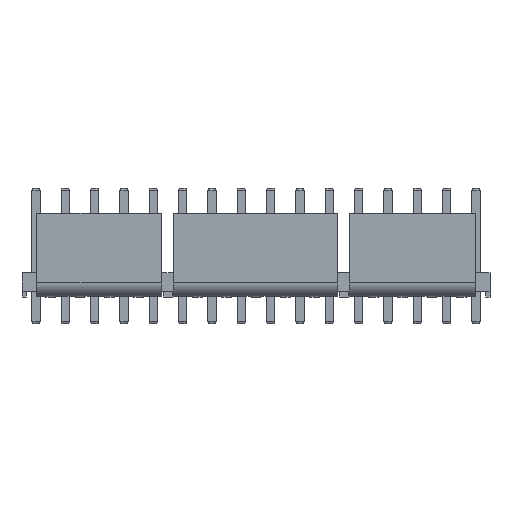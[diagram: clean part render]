
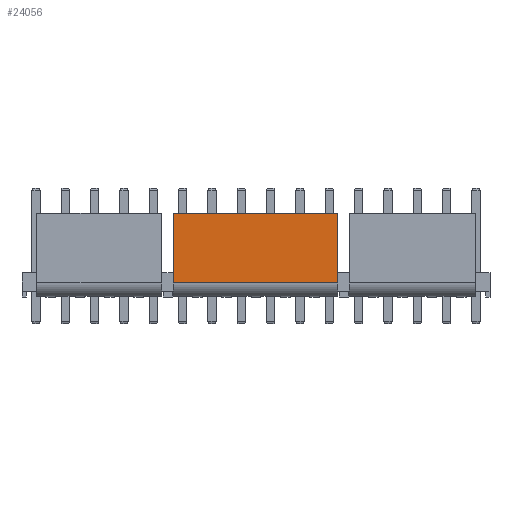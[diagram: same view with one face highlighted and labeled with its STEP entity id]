
A CAD part, front view. The second image highlights one B-rep face of the part: STEP entity #24056.
In plain terms, the highlighted planar face has unit normal (0, -1, 0).
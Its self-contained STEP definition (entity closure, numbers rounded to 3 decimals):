
#4204 = PLANE('',#4205);
#4205 = AXIS2_PLACEMENT_3D('',#4206,#4207,#4208);
#4206 = CARTESIAN_POINT('',(40.713,-4.9,13.935));
#4207 = DIRECTION('',(-1.,0.,0.));
#4208 = DIRECTION('',(-0.,0.,-1.));
#4818 = PLANE('',#4819);
#4819 = AXIS2_PLACEMENT_3D('',#4820,#4821,#4822);
#4820 = CARTESIAN_POINT('',(18.537,-4.9,-0.695));
#4821 = DIRECTION('',(1.,0.,0.));
#4822 = DIRECTION('',(0.,0.,1.));
#12911 = EDGE_CURVE('',#12912,#12914,#12916,.T.);
#12912 = VERTEX_POINT('',#12913);
#12913 = CARTESIAN_POINT('',(18.537,-4.9,1.91));
#12914 = VERTEX_POINT('',#12915);
#12915 = CARTESIAN_POINT('',(18.537,-4.9,11.33));
#12916 = SURFACE_CURVE('',#12917,(#12921,#12928),.PCURVE_S1.);
#12917 = LINE('',#12918,#12919);
#12918 = CARTESIAN_POINT('',(18.537,-4.9,-0.695));
#12919 = VECTOR('',#12920,1.);
#12920 = DIRECTION('',(0.,0.,1.));
#12921 = PCURVE('',#4818,#12922);
#12922 = DEFINITIONAL_REPRESENTATION('',(#12923),#12927);
#12923 = LINE('',#12924,#12925);
#12924 = CARTESIAN_POINT('',(0.,0.));
#12925 = VECTOR('',#12926,1.);
#12926 = DIRECTION('',(1.,0.));
#12927 = ( GEOMETRIC_REPRESENTATION_CONTEXT(2)
PARAMETRIC_REPRESENTATION_CONTEXT() REPRESENTATION_CONTEXT('2D SPACE',''
) );
#12928 = PCURVE('',#12929,#12934);
#12929 = PLANE('',#12930);
#12930 = AXIS2_PLACEMENT_3D('',#12931,#12932,#12933);
#12931 = CARTESIAN_POINT('',(61.305,-4.9,11.33));
#12932 = DIRECTION('',(0.,-1.,0.));
#12933 = DIRECTION('',(-0.,0.,-1.));
#12934 = DEFINITIONAL_REPRESENTATION('',(#12935),#12939);
#12935 = LINE('',#12936,#12937);
#12936 = CARTESIAN_POINT('',(12.025,-42.768));
#12937 = VECTOR('',#12938,1.);
#12938 = DIRECTION('',(-1.,0.));
#12939 = ( GEOMETRIC_REPRESENTATION_CONTEXT(2)
PARAMETRIC_REPRESENTATION_CONTEXT() REPRESENTATION_CONTEXT('2D SPACE',''
) );
#12958 = CYLINDRICAL_SURFACE('',#12959,1.948);
#12959 = AXIS2_PLACEMENT_3D('',#12960,#12961,#12962);
#12960 = CARTESIAN_POINT('',(61.305,-2.953,1.947));
#12961 = DIRECTION('',(1.,0.,0.));
#12962 = DIRECTION('',(0.,-1.,
-0.019));
#13190 = PLANE('',#13191);
#13191 = AXIS2_PLACEMENT_3D('',#13192,#13193,#13194);
#13192 = CARTESIAN_POINT('',(61.305,-4.13,11.33));
#13193 = DIRECTION('',(0.,0.,1.));
#13194 = DIRECTION('',(0.,-1.,0.));
#14506 = EDGE_CURVE('',#14507,#14509,#14511,.T.);
#14507 = VERTEX_POINT('',#14508);
#14508 = CARTESIAN_POINT('',(40.713,-4.9,11.33));
#14509 = VERTEX_POINT('',#14510);
#14510 = CARTESIAN_POINT('',(40.713,-4.9,1.91));
#14511 = SURFACE_CURVE('',#14512,(#14516,#14523),.PCURVE_S1.);
#14512 = LINE('',#14513,#14514);
#14513 = CARTESIAN_POINT('',(40.713,-4.9,13.935));
#14514 = VECTOR('',#14515,1.);
#14515 = DIRECTION('',(0.,-0.,-1.));
#14516 = PCURVE('',#4204,#14517);
#14517 = DEFINITIONAL_REPRESENTATION('',(#14518),#14522);
#14518 = LINE('',#14519,#14520);
#14519 = CARTESIAN_POINT('',(0.,0.));
#14520 = VECTOR('',#14521,1.);
#14521 = DIRECTION('',(1.,0.));
#14522 = ( GEOMETRIC_REPRESENTATION_CONTEXT(2)
PARAMETRIC_REPRESENTATION_CONTEXT() REPRESENTATION_CONTEXT('2D SPACE',''
) );
#14523 = PCURVE('',#12929,#14524);
#14524 = DEFINITIONAL_REPRESENTATION('',(#14525),#14529);
#14525 = LINE('',#14526,#14527);
#14526 = CARTESIAN_POINT('',(-2.605,-20.592));
#14527 = VECTOR('',#14528,1.);
#14528 = DIRECTION('',(1.,0.));
#14529 = ( GEOMETRIC_REPRESENTATION_CONTEXT(2)
PARAMETRIC_REPRESENTATION_CONTEXT() REPRESENTATION_CONTEXT('2D SPACE',''
) );
#24056 = ADVANCED_FACE('',(#24057),#12929,.T.);
#24057 = FACE_BOUND('',#24058,.T.);
#24058 = EDGE_LOOP('',(#24059,#24060,#24081,#24082));
#24059 = ORIENTED_EDGE('',*,*,#14506,.F.);
#24060 = ORIENTED_EDGE('',*,*,#24061,.T.);
#24061 = EDGE_CURVE('',#14507,#12914,#24062,.T.);
#24062 = SURFACE_CURVE('',#24063,(#24067,#24074),.PCURVE_S1.);
#24063 = LINE('',#24064,#24065);
#24064 = CARTESIAN_POINT('',(61.305,-4.9,11.33));
#24065 = VECTOR('',#24066,1.);
#24066 = DIRECTION('',(-1.,0.,0.));
#24067 = PCURVE('',#12929,#24068);
#24068 = DEFINITIONAL_REPRESENTATION('',(#24069),#24073);
#24069 = LINE('',#24070,#24071);
#24070 = CARTESIAN_POINT('',(0.,0.));
#24071 = VECTOR('',#24072,1.);
#24072 = DIRECTION('',(0.,-1.));
#24073 = ( GEOMETRIC_REPRESENTATION_CONTEXT(2)
PARAMETRIC_REPRESENTATION_CONTEXT() REPRESENTATION_CONTEXT('2D SPACE',''
) );
#24074 = PCURVE('',#13190,#24075);
#24075 = DEFINITIONAL_REPRESENTATION('',(#24076),#24080);
#24076 = LINE('',#24077,#24078);
#24077 = CARTESIAN_POINT('',(0.77,0.));
#24078 = VECTOR('',#24079,1.);
#24079 = DIRECTION('',(0.,-1.));
#24080 = ( GEOMETRIC_REPRESENTATION_CONTEXT(2)
PARAMETRIC_REPRESENTATION_CONTEXT() REPRESENTATION_CONTEXT('2D SPACE',''
) );
#24081 = ORIENTED_EDGE('',*,*,#12911,.F.);
#24082 = ORIENTED_EDGE('',*,*,#24083,.F.);
#24083 = EDGE_CURVE('',#14509,#12912,#24084,.T.);
#24084 = SURFACE_CURVE('',#24085,(#24089,#24096),.PCURVE_S1.);
#24085 = LINE('',#24086,#24087);
#24086 = CARTESIAN_POINT('',(61.305,-4.9,1.91));
#24087 = VECTOR('',#24088,1.);
#24088 = DIRECTION('',(-1.,0.,0.));
#24089 = PCURVE('',#12929,#24090);
#24090 = DEFINITIONAL_REPRESENTATION('',(#24091),#24095);
#24091 = LINE('',#24092,#24093);
#24092 = CARTESIAN_POINT('',(9.42,0.));
#24093 = VECTOR('',#24094,1.);
#24094 = DIRECTION('',(0.,-1.));
#24095 = ( GEOMETRIC_REPRESENTATION_CONTEXT(2)
PARAMETRIC_REPRESENTATION_CONTEXT() REPRESENTATION_CONTEXT('2D SPACE',''
) );
#24096 = PCURVE('',#12958,#24097);
#24097 = DEFINITIONAL_REPRESENTATION('',(#24098),#24102);
#24098 = LINE('',#24099,#24100);
#24099 = CARTESIAN_POINT('',(0.,0.));
#24100 = VECTOR('',#24101,1.);
#24101 = DIRECTION('',(0.,-1.));
#24102 = ( GEOMETRIC_REPRESENTATION_CONTEXT(2)
PARAMETRIC_REPRESENTATION_CONTEXT() REPRESENTATION_CONTEXT('2D SPACE',''
) );
